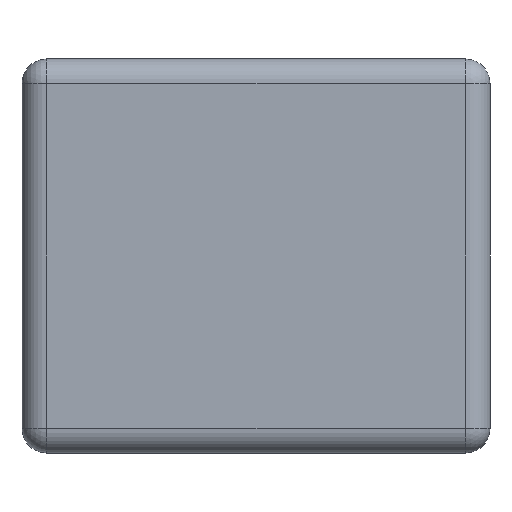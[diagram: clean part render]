
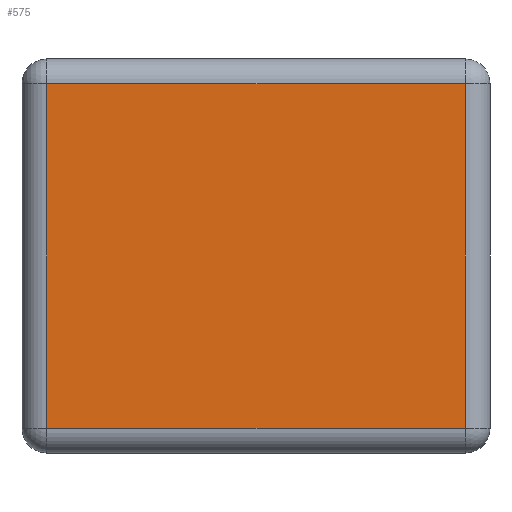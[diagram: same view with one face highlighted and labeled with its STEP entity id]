
A CAD part, left-side view. The second image highlights one B-rep face of the part: STEP entity #575.
In plain terms, the highlighted planar face has unit normal (-1, 0, 0).
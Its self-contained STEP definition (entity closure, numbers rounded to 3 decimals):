
#101=FACE_OUTER_BOUND('',#143,.T.);
#143=EDGE_LOOP('',(#455,#456,#457,#458));
#205=LINE('',#997,#253);
#206=LINE('',#999,#254);
#207=LINE('',#1001,#255);
#208=LINE('',#1002,#256);
#253=VECTOR('',#797,1250.);
#254=VECTOR('',#798,1250.);
#255=VECTOR('',#799,1250.);
#256=VECTOR('',#800,1250.);
#299=VERTEX_POINT('',#995);
#300=VERTEX_POINT('',#996);
#301=VERTEX_POINT('',#998);
#302=VERTEX_POINT('',#1000);
#357=EDGE_CURVE('',#299,#300,#205,.T.);
#358=EDGE_CURVE('',#300,#301,#206,.T.);
#359=EDGE_CURVE('',#301,#302,#207,.T.);
#360=EDGE_CURVE('',#302,#299,#208,.T.);
#455=ORIENTED_EDGE('',*,*,#357,.T.);
#456=ORIENTED_EDGE('',*,*,#358,.T.);
#457=ORIENTED_EDGE('',*,*,#359,.T.);
#458=ORIENTED_EDGE('',*,*,#360,.T.);
#553=PLANE('',#647);
#575=ADVANCED_FACE('',(#101),#553,.F.);
#647=AXIS2_PLACEMENT_3D('',#994,#795,#796);
#795=DIRECTION('center_axis',(1.,0.,0.));
#796=DIRECTION('ref_axis',(0.,0.,-1.));
#797=DIRECTION('',(0.,1.,0.));
#798=DIRECTION('',(0.,0.,-1.));
#799=DIRECTION('',(0.,-1.,0.));
#800=DIRECTION('',(0.,0.,1.));
#994=CARTESIAN_POINT('Origin',(-0.8,0.963,0.588));
#995=CARTESIAN_POINT('',(-0.8,-0.163,0.525));
#996=CARTESIAN_POINT('',(-0.8,0.9,0.525));
#997=CARTESIAN_POINT('',(-0.8,0.963,0.525));
#998=CARTESIAN_POINT('',(-0.8,0.9,-0.35));
#999=CARTESIAN_POINT('',(-0.8,0.9,0.588));
#1000=CARTESIAN_POINT('',(-0.8,-0.163,-0.35));
#1001=CARTESIAN_POINT('',(-0.8,0.963,-0.35));
#1002=CARTESIAN_POINT('',(-0.8,-0.163,0.588));
